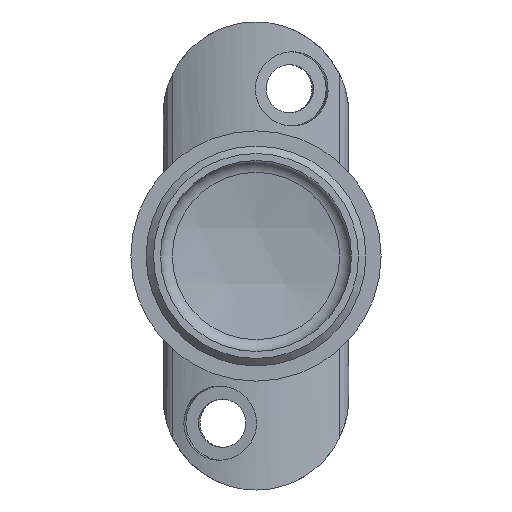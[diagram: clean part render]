
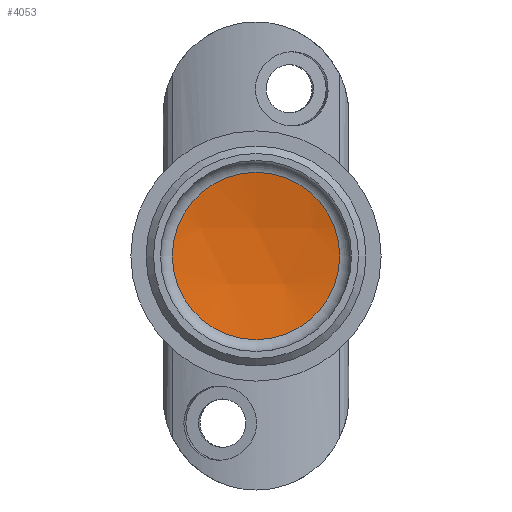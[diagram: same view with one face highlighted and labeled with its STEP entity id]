
A CAD part, front view. The second image highlights one B-rep face of the part: STEP entity #4053.
In plain terms, the highlighted spherical face has radius 54.48 mm.
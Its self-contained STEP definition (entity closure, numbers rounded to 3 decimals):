
#1290 = CARTESIAN_POINT ( 'NONE',  ( 0., -21.187, 0. ) ) ;
#1764 = ORIENTED_EDGE ( 'NONE', *, *, #4799, .T. ) ;
#2479 = DIRECTION ( 'NONE',  ( 0., 0., -1. ) ) ;
#4053 = ADVANCED_FACE ( 'NONE', ( #13773 ), #11395, .F. ) ;
#4146 = EDGE_LOOP ( 'NONE', ( #1764 ) ) ;
#4799 = EDGE_CURVE ( 'NONE', #13288, #13288, #9915, .T. ) ;
#6352 = CARTESIAN_POINT ( 'NONE',  ( 11.263, 32.116, 0. ) ) ;
#6794 = DIRECTION ( 'NONE',  ( 0., -1., 0. ) ) ;
#7889 = AXIS2_PLACEMENT_3D ( 'NONE', #13794, #6794, #11394 ) ;
#9915 = CIRCLE ( 'NONE', #7889, 11.263 ) ;
#11394 = DIRECTION ( 'NONE',  ( 1., 0., 0. ) ) ;
#11395 = SPHERICAL_SURFACE ( 'NONE', #13436, 54.48 ) ;
#13288 = VERTEX_POINT ( 'NONE', #6352 ) ;
#13436 = AXIS2_PLACEMENT_3D ( 'NONE', #1290, #2479, #14301 ) ;
#13773 = FACE_OUTER_BOUND ( 'NONE', #4146, .T. ) ;
#13794 = CARTESIAN_POINT ( 'NONE',  ( 0., 32.116, 0. ) ) ;
#14301 = DIRECTION ( 'NONE',  ( -1., 0., 0. ) ) ;
